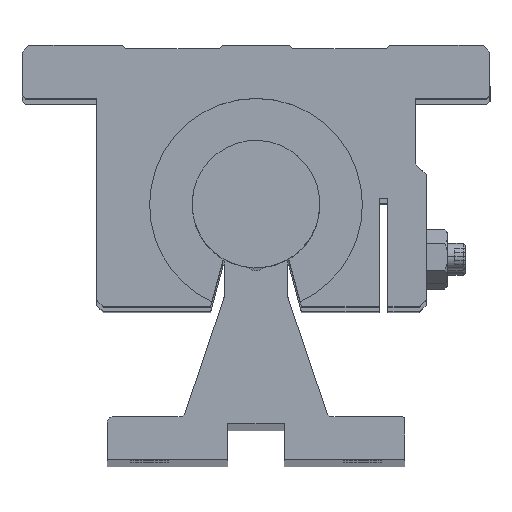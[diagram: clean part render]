
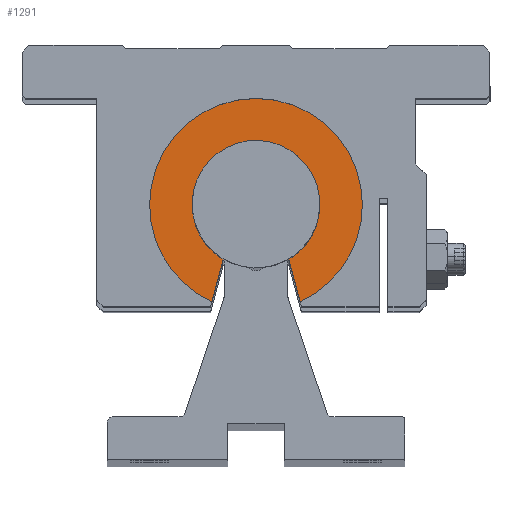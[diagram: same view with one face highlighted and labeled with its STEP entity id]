
A CAD part, top view. The second image highlights one B-rep face of the part: STEP entity #1291.
In plain terms, the highlighted planar face has unit normal (0, 0, 1).
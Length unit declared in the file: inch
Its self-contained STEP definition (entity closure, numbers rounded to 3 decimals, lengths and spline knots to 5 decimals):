
#61 = LINE ( 'NONE', #1928, #2302 ) ;
#82 = ORIENTED_EDGE ( 'NONE', *, *, #4448, .T. ) ;
#198 = CARTESIAN_POINT ( 'NONE',  ( -0.19291, -0.32165, -0.15 ) ) ;
#204 = CARTESIAN_POINT ( 'NONE',  ( -0.375, 0., -0.15 ) ) ;
#330 = VECTOR ( 'NONE', #3915, 39.37008 ) ;
#338 = EDGE_CURVE ( 'NONE', #3502, #2141, #4296, .T. ) ;
#427 = AXIS2_PLACEMENT_3D ( 'NONE', #1414, #627, #2898 ) ;
#488 = AXIS2_PLACEMENT_3D ( 'NONE', #4424, #2618, #2640 ) ;
#527 = VERTEX_POINT ( 'NONE', #1037 ) ;
#540 = CIRCLE ( 'NONE', #2001, 0.375 ) ;
#609 = ORIENTED_EDGE ( 'NONE', *, *, #3728, .F. ) ;
#627 = DIRECTION ( 'NONE',  ( 0., 0., 1. ) ) ;
#629 = DIRECTION ( 'NONE',  ( 0., 0., 1. ) ) ;
#684 = CIRCLE ( 'NONE', #4589, 0.375 ) ;
#694 = ORIENTED_EDGE ( 'NONE', *, *, #3343, .T. ) ;
#718 = PLANE ( 'NONE',  #427 ) ;
#850 = DIRECTION ( 'NONE',  ( 1., 0., 0. ) ) ;
#926 = CARTESIAN_POINT ( 'NONE',  ( -0.2593, -0.56889, -0.15 ) ) ;
#947 = VECTOR ( 'NONE', #1609, 39.37008 ) ;
#1026 = FACE_OUTER_BOUND ( 'NONE', #2951, .T. ) ;
#1037 = CARTESIAN_POINT ( 'NONE',  ( 0.2593, -0.56889, -0.15 ) ) ;
#1059 = CIRCLE ( 'NONE', #4659, 0.6252 ) ;
#1220 = CARTESIAN_POINT ( 'NONE',  ( 0., 0., -0.15 ) ) ;
#1259 = CIRCLE ( 'NONE', #488, 0.375 ) ;
#1291 = ADVANCED_FACE ( 'NONE', ( #1026 ), #718, .T. ) ;
#1307 = VERTEX_POINT ( 'NONE', #4324 ) ;
#1312 = CARTESIAN_POINT ( 'NONE',  ( 0., 0., -0.15 ) ) ;
#1323 = CARTESIAN_POINT ( 'NONE',  ( 0.19291, -0.32165, -0.15 ) ) ;
#1414 = CARTESIAN_POINT ( 'NONE',  ( -0.6327, -0.57607, -0.15 ) ) ;
#1453 = AXIS2_PLACEMENT_3D ( 'NONE', #1220, #3073, #4167 ) ;
#1493 = CARTESIAN_POINT ( 'NONE',  ( -0.19291, -0.32165, -0.15 ) ) ;
#1497 = DIRECTION ( 'NONE',  ( 0.259, -0.966, 0. ) ) ;
#1579 = VERTEX_POINT ( 'NONE', #4527 ) ;
#1609 = DIRECTION ( 'NONE',  ( 0., -1., 0. ) ) ;
#1615 = VECTOR ( 'NONE', #3318, 39.37008 ) ;
#1777 = ORIENTED_EDGE ( 'NONE', *, *, #2727, .T. ) ;
#1928 = CARTESIAN_POINT ( 'NONE',  ( 0.19291, -0.32165, -0.15 ) ) ;
#2001 = AXIS2_PLACEMENT_3D ( 'NONE', #4461, #2601, #850 ) ;
#2039 = EDGE_CURVE ( 'NONE', #4550, #1307, #1059, .T. ) ;
#2141 = VERTEX_POINT ( 'NONE', #1493 ) ;
#2260 = CARTESIAN_POINT ( 'NONE',  ( 0.19291, -0.32157, -0.15 ) ) ;
#2302 = VECTOR ( 'NONE', #1497, 39.37008 ) ;
#2385 = ORIENTED_EDGE ( 'NONE', *, *, #3383, .T. ) ;
#2395 = VERTEX_POINT ( 'NONE', #1323 ) ;
#2400 = CARTESIAN_POINT ( 'NONE',  ( 0., 0., -0.15 ) ) ;
#2418 = EDGE_CURVE ( 'NONE', #1307, #3502, #3142, .T. ) ;
#2450 = EDGE_CURVE ( 'NONE', #1579, #3415, #684, .T. ) ;
#2523 = AXIS2_PLACEMENT_3D ( 'NONE', #2400, #629, #4217 ) ;
#2601 = DIRECTION ( 'NONE',  ( 0., 0., -1. ) ) ;
#2618 = DIRECTION ( 'NONE',  ( 0., 0., -1. ) ) ;
#2640 = DIRECTION ( 'NONE',  ( 1., 0., 0. ) ) ;
#2668 = LINE ( 'NONE', #4379, #1615 ) ;
#2680 = DIRECTION ( 'NONE',  ( 1., 0., 0. ) ) ;
#2727 = EDGE_CURVE ( 'NONE', #3912, #1579, #1259, .T. ) ;
#2767 = DIRECTION ( 'NONE',  ( 0., 0., -1. ) ) ;
#2898 = DIRECTION ( 'NONE',  ( 1., 0., 0. ) ) ;
#2912 = EDGE_CURVE ( 'NONE', #2974, #2141, #4191, .T. ) ;
#2951 = EDGE_LOOP ( 'NONE', ( #4505, #3417, #694, #1777, #3497, #609, #2385, #82, #3975, #4404 ) ) ;
#2974 = VERTEX_POINT ( 'NONE', #4342 ) ;
#2986 = CIRCLE ( 'NONE', #1453, 0.6252 ) ;
#3073 = DIRECTION ( 'NONE',  ( 0., 0., 1. ) ) ;
#3142 = CIRCLE ( 'NONE', #2523, 0.6252 ) ;
#3318 = DIRECTION ( 'NONE',  ( 0., 1., 0. ) ) ;
#3343 = EDGE_CURVE ( 'NONE', #2974, #3912, #540, .T. ) ;
#3383 = EDGE_CURVE ( 'NONE', #2395, #527, #61, .T. ) ;
#3415 = VERTEX_POINT ( 'NONE', #2260 ) ;
#3417 = ORIENTED_EDGE ( 'NONE', *, *, #2912, .F. ) ;
#3463 = DIRECTION ( 'NONE',  ( 1., 0., 0. ) ) ;
#3497 = ORIENTED_EDGE ( 'NONE', *, *, #2450, .T. ) ;
#3502 = VERTEX_POINT ( 'NONE', #4054 ) ;
#3728 = EDGE_CURVE ( 'NONE', #2395, #3415, #2668, .T. ) ;
#3912 = VERTEX_POINT ( 'NONE', #204 ) ;
#3915 = DIRECTION ( 'NONE',  ( 0.259, 0.966, 0. ) ) ;
#3922 = CARTESIAN_POINT ( 'NONE',  ( 0.6252, 0., -0.15 ) ) ;
#3975 = ORIENTED_EDGE ( 'NONE', *, *, #2039, .T. ) ;
#4054 = CARTESIAN_POINT ( 'NONE',  ( -0.2593, -0.56889, -0.15 ) ) ;
#4167 = DIRECTION ( 'NONE',  ( 1., 0., 0. ) ) ;
#4191 = LINE ( 'NONE', #198, #947 ) ;
#4196 = CARTESIAN_POINT ( 'NONE',  ( 0., 0., -0.15 ) ) ;
#4217 = DIRECTION ( 'NONE',  ( 1., 0., 0. ) ) ;
#4296 = LINE ( 'NONE', #926, #330 ) ;
#4324 = CARTESIAN_POINT ( 'NONE',  ( -0.6252, 0., -0.15 ) ) ;
#4342 = CARTESIAN_POINT ( 'NONE',  ( -0.19291, -0.32157, -0.15 ) ) ;
#4379 = CARTESIAN_POINT ( 'NONE',  ( 0.19291, -0.32165, -0.15 ) ) ;
#4404 = ORIENTED_EDGE ( 'NONE', *, *, #2418, .T. ) ;
#4424 = CARTESIAN_POINT ( 'NONE',  ( 0., 0., -0.15 ) ) ;
#4448 = EDGE_CURVE ( 'NONE', #527, #4550, #2986, .T. ) ;
#4461 = CARTESIAN_POINT ( 'NONE',  ( 0., 0., -0.15 ) ) ;
#4505 = ORIENTED_EDGE ( 'NONE', *, *, #338, .T. ) ;
#4527 = CARTESIAN_POINT ( 'NONE',  ( 0.375, 0., -0.15 ) ) ;
#4550 = VERTEX_POINT ( 'NONE', #3922 ) ;
#4568 = DIRECTION ( 'NONE',  ( 0., 0., 1. ) ) ;
#4589 = AXIS2_PLACEMENT_3D ( 'NONE', #4196, #2767, #3463 ) ;
#4659 = AXIS2_PLACEMENT_3D ( 'NONE', #1312, #4568, #2680 ) ;
